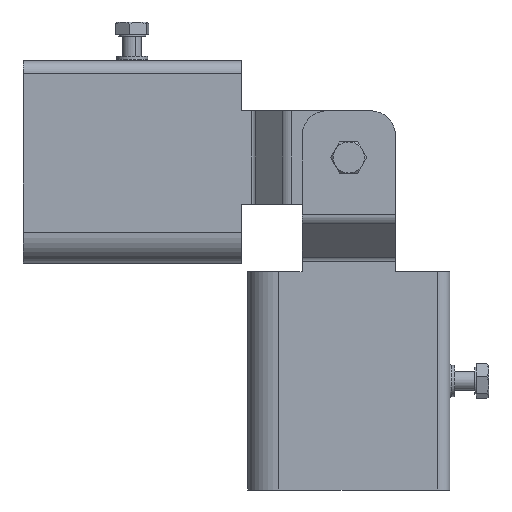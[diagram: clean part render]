
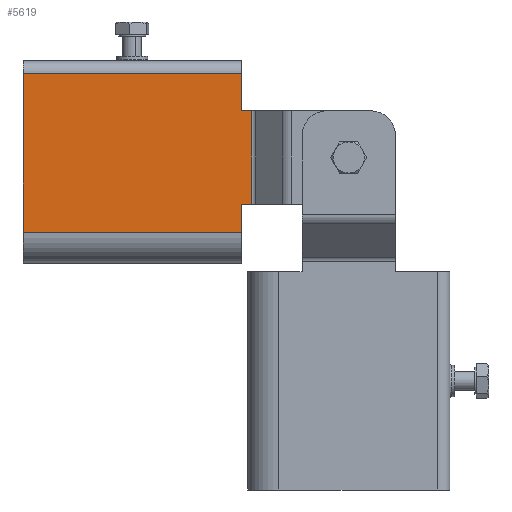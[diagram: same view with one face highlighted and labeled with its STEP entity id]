
A CAD part, left-side view. The second image highlights one B-rep face of the part: STEP entity #5619.
In plain terms, the highlighted planar face has unit normal (-1, 0, 0).
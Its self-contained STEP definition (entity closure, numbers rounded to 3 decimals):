
#130 = CARTESIAN_POINT ( 'NONE',  ( -0.192, 63.703, 91.738 ) ) ;
#157 = DIRECTION ( 'NONE',  ( 0., 0., -1. ) ) ;
#316 = VECTOR ( 'NONE', #2368, 1000. ) ;
#321 = LINE ( 'NONE', #4037, #3164 ) ;
#361 = CARTESIAN_POINT ( 'NONE',  ( -0.192, 137.046, 82.738 ) ) ;
#368 = ORIENTED_EDGE ( 'NONE', *, *, #3871, .T. ) ;
#389 = ORIENTED_EDGE ( 'NONE', *, *, #3633, .T. ) ;
#400 = ORIENTED_EDGE ( 'NONE', *, *, #3947, .T. ) ;
#419 = ORIENTED_EDGE ( 'NONE', *, *, #3051, .T. ) ;
#433 = ORIENTED_EDGE ( 'NONE', *, *, #4260, .T. ) ;
#484 = FACE_OUTER_BOUND ( 'NONE', #5367, .T. ) ;
#601 = DIRECTION ( 'NONE',  ( 0., 1., 0. ) ) ;
#763 = EDGE_CURVE ( 'NONE', #2629, #4961, #321, .T. ) ;
#961 = VERTEX_POINT ( 'NONE', #2908 ) ;
#1018 = DIRECTION ( 'NONE',  ( 0., 0., 1. ) ) ;
#1100 = DIRECTION ( 'NONE',  ( 0., 1., 0. ) ) ;
#1203 = ORIENTED_EDGE ( 'NONE', *, *, #1240, .T. ) ;
#1209 = ORIENTED_EDGE ( 'NONE', *, *, #5733, .T. ) ;
#1223 = VERTEX_POINT ( 'NONE', #3992 ) ;
#1240 = EDGE_CURVE ( 'NONE', #1223, #3560, #3302, .T. ) ;
#1256 = PLANE ( 'NONE',  #5479 ) ;
#1347 = DIRECTION ( 'NONE',  ( 0., 0., 1. ) ) ;
#1378 = LINE ( 'NONE', #4728, #6279 ) ;
#1461 = CARTESIAN_POINT ( 'NONE',  ( -0.192, 67.046, 121.738 ) ) ;
#1633 = DIRECTION ( 'NONE',  ( 0., -1., 0. ) ) ;
#1658 = CARTESIAN_POINT ( 'NONE',  ( -0.192, 67.046, 91.738 ) ) ;
#1824 = VERTEX_POINT ( 'NONE', #130 ) ;
#1927 = VECTOR ( 'NONE', #1018, 1000. ) ;
#2154 = CARTESIAN_POINT ( 'NONE',  ( -0.192, 67.046, 133.738 ) ) ;
#2218 = CARTESIAN_POINT ( 'NONE',  ( -0.192, 137.046, 82.738 ) ) ;
#2368 = DIRECTION ( 'NONE',  ( 0., 0., 1. ) ) ;
#2473 = DIRECTION ( 'NONE',  ( 0., -1., 0. ) ) ;
#2629 = VERTEX_POINT ( 'NONE', #3314 ) ;
#2780 = DIRECTION ( 'NONE',  ( -1., 0., 0. ) ) ;
#2859 = VECTOR ( 'NONE', #2473, 1000. ) ;
#2908 = CARTESIAN_POINT ( 'NONE',  ( -0.192, 67.046, 82.738 ) ) ;
#2936 = LINE ( 'NONE', #1658, #4015 ) ;
#3051 = EDGE_CURVE ( 'NONE', #3560, #6371, #4542, .T. ) ;
#3154 = ORIENTED_EDGE ( 'NONE', *, *, #763, .T. ) ;
#3164 = VECTOR ( 'NONE', #1100, 1000. ) ;
#3168 = VECTOR ( 'NONE', #157, 1000. ) ;
#3234 = LINE ( 'NONE', #4871, #1927 ) ;
#3302 = LINE ( 'NONE', #2154, #4378 ) ;
#3314 = CARTESIAN_POINT ( 'NONE',  ( -0.192, 63.703, 121.738 ) ) ;
#3407 = CARTESIAN_POINT ( 'NONE',  ( -0.192, 67.046, 91.738 ) ) ;
#3560 = VERTEX_POINT ( 'NONE', #5563 ) ;
#3633 = EDGE_CURVE ( 'NONE', #961, #5814, #4248, .T. ) ;
#3708 = CARTESIAN_POINT ( 'NONE',  ( -0.192, 67.046, 82.738 ) ) ;
#3871 = EDGE_CURVE ( 'NONE', #1824, #2629, #3234, .T. ) ;
#3947 = EDGE_CURVE ( 'NONE', #5814, #1824, #2936, .T. ) ;
#3992 = CARTESIAN_POINT ( 'NONE',  ( -0.192, 67.046, 133.738 ) ) ;
#4015 = VECTOR ( 'NONE', #1633, 1000. ) ;
#4037 = CARTESIAN_POINT ( 'NONE',  ( -0.192, 67.046, 121.738 ) ) ;
#4248 = LINE ( 'NONE', #5211, #316 ) ;
#4260 = EDGE_CURVE ( 'NONE', #6371, #961, #5378, .T. ) ;
#4378 = VECTOR ( 'NONE', #601, 1000. ) ;
#4542 = LINE ( 'NONE', #2218, #3168 ) ;
#4728 = CARTESIAN_POINT ( 'NONE',  ( -0.192, 67.046, 82.738 ) ) ;
#4871 = CARTESIAN_POINT ( 'NONE',  ( -0.192, 63.703, 82.738 ) ) ;
#4961 = VERTEX_POINT ( 'NONE', #1461 ) ;
#5211 = CARTESIAN_POINT ( 'NONE',  ( -0.192, 67.046, 82.738 ) ) ;
#5367 = EDGE_LOOP ( 'NONE', ( #1209, #1203, #419, #433, #389, #400, #368, #3154 ) ) ;
#5378 = LINE ( 'NONE', #5838, #2859 ) ;
#5479 = AXIS2_PLACEMENT_3D ( 'NONE', #3708, #2780, #6156 ) ;
#5563 = CARTESIAN_POINT ( 'NONE',  ( -0.192, 137.046, 133.738 ) ) ;
#5619 = ADVANCED_FACE ( 'NONE', ( #484 ), #1256, .T. ) ;
#5733 = EDGE_CURVE ( 'NONE', #4961, #1223, #1378, .T. ) ;
#5814 = VERTEX_POINT ( 'NONE', #3407 ) ;
#5838 = CARTESIAN_POINT ( 'NONE',  ( -0.192, 67.046, 82.738 ) ) ;
#6156 = DIRECTION ( 'NONE',  ( 0., 1., 0. ) ) ;
#6279 = VECTOR ( 'NONE', #1347, 1000. ) ;
#6371 = VERTEX_POINT ( 'NONE', #361 ) ;
